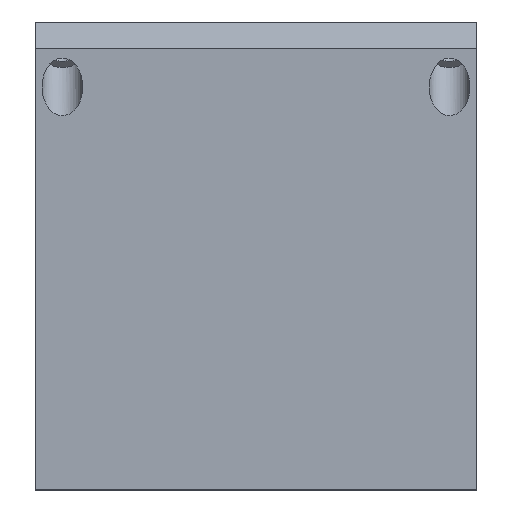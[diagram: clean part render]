
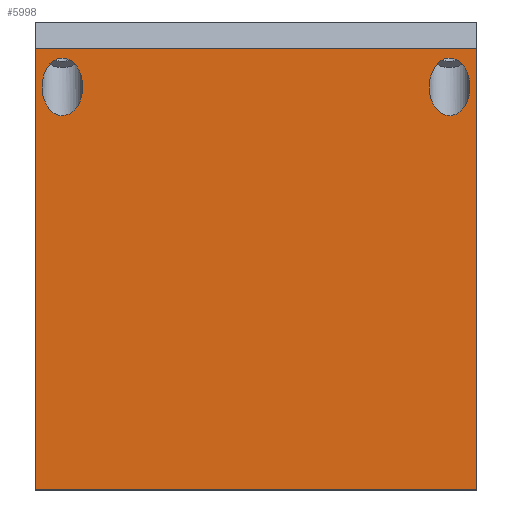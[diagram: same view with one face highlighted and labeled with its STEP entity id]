
A CAD part, front view. The second image highlights one B-rep face of the part: STEP entity #5998.
In plain terms, the highlighted planar face has unit normal (0, -1, 0).
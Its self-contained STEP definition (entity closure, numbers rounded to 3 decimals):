
#19=ELLIPSE('',#6284,4.243,3.);
#22=ELLIPSE('',#6300,4.243,3.);
#143=FACE_BOUND('',#792,.T.);
#144=FACE_BOUND('',#793,.T.);
#427=FACE_OUTER_BOUND('',#791,.T.);
#791=EDGE_LOOP('',(#5150,#5151,#5152,#5153));
#792=EDGE_LOOP('',(#5154));
#793=EDGE_LOOP('',(#5155));
#1093=LINE('',#8272,#1890);
#1117=LINE('',#8320,#1914);
#1599=LINE('',#9285,#2396);
#1600=LINE('',#9286,#2397);
#1890=VECTOR('',#6708,10.);
#1914=VECTOR('',#6744,10.);
#2396=VECTOR('',#7614,10.);
#2397=VECTOR('',#7615,10.);
#2656=VERTEX_POINT('',#8263);
#2660=VERTEX_POINT('',#8270);
#2678=VERTEX_POINT('',#8317);
#2951=VERTEX_POINT('',#9230);
#2965=VERTEX_POINT('',#9275);
#2967=VERTEX_POINT('',#9284);
#3231=EDGE_CURVE('',#2660,#2656,#1093,.T.);
#3255=EDGE_CURVE('',#2678,#2656,#1117,.T.);
#3726=EDGE_CURVE('',#2951,#2951,#19,.T.);
#3749=EDGE_CURVE('',#2965,#2965,#22,.T.);
#3753=EDGE_CURVE('',#2967,#2660,#1599,.T.);
#3754=EDGE_CURVE('',#2678,#2967,#1600,.T.);
#5150=ORIENTED_EDGE('',*,*,#3255,.T.);
#5151=ORIENTED_EDGE('',*,*,#3231,.F.);
#5152=ORIENTED_EDGE('',*,*,#3753,.F.);
#5153=ORIENTED_EDGE('',*,*,#3754,.F.);
#5154=ORIENTED_EDGE('',*,*,#3726,.T.);
#5155=ORIENTED_EDGE('',*,*,#3749,.T.);
#5722=PLANE('',#6304);
#5998=ADVANCED_FACE('',(#427,#143,#144),#5722,.T.);
#6284=AXIS2_PLACEMENT_3D('',#9231,#7555,#7556);
#6300=AXIS2_PLACEMENT_3D('',#9276,#7602,#7603);
#6304=AXIS2_PLACEMENT_3D('',#9283,#7612,#7613);
#6708=DIRECTION('',(0.,0.,-1.));
#6744=DIRECTION('',(1.,0.,0.));
#7555=DIRECTION('center_axis',(0.,1.,0.));
#7556=DIRECTION('ref_axis',(0.,0.,1.));
#7602=DIRECTION('center_axis',(0.,1.,0.));
#7603=DIRECTION('ref_axis',(0.,0.,1.));
#7612=DIRECTION('center_axis',(0.,-1.,0.));
#7613=DIRECTION('ref_axis',(0.,0.,-1.));
#7614=DIRECTION('',(1.,0.,0.));
#7615=DIRECTION('',(0.,0.,1.));
#8263=CARTESIAN_POINT('',(32.5,0.,0.));
#8270=CARTESIAN_POINT('',(32.5,0.,65.));
#8272=CARTESIAN_POINT('',(32.5,0.,0.));
#8317=CARTESIAN_POINT('',(-32.5,0.,0.));
#8320=CARTESIAN_POINT('',(0.,0.,0.));
#9230=CARTESIAN_POINT('',(28.5,0.,55.101));
#9231=CARTESIAN_POINT('Origin',(28.5,0.,59.343));
#9275=CARTESIAN_POINT('',(-28.5,0.,55.101));
#9276=CARTESIAN_POINT('Origin',(-28.5,0.,59.343));
#9283=CARTESIAN_POINT('Origin',(0.,0.,65.));
#9284=CARTESIAN_POINT('',(-32.5,0.,65.));
#9285=CARTESIAN_POINT('',(0.,0.,65.));
#9286=CARTESIAN_POINT('',(-32.5,0.,0.));
